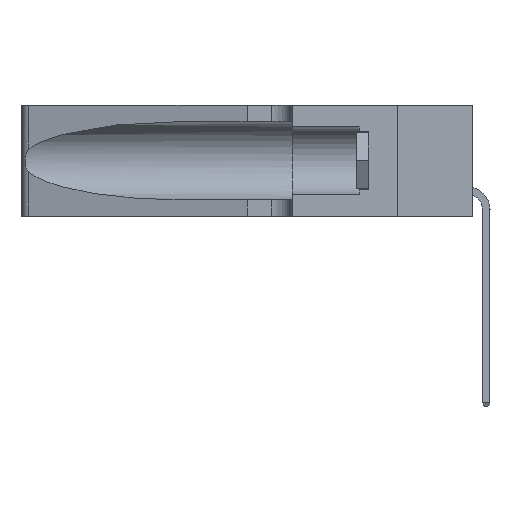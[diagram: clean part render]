
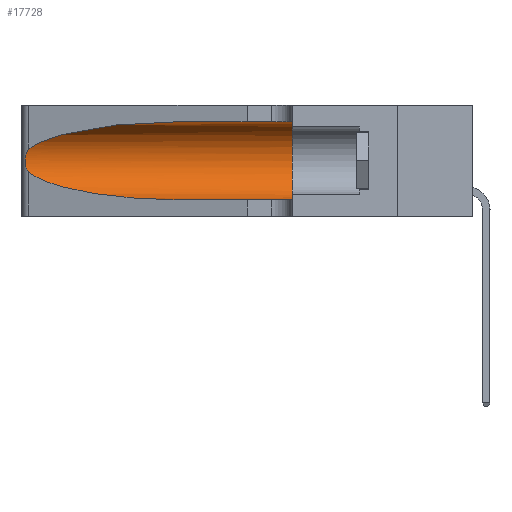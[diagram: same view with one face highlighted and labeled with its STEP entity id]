
A CAD part, left-side view. The second image highlights one B-rep face of the part: STEP entity #17728.
In plain terms, the highlighted cylindrical face has radius 3.308 mm (diameter 6.617 mm), a partial arc.
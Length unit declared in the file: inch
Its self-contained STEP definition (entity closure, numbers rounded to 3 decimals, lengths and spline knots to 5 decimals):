
#411 = CARTESIAN_POINT ( 'NONE',  ( 0.25787, 1.23484, 0.2124 ) ) ;
#1787 = CARTESIAN_POINT ( 'NONE',  ( 0.25789, 1.23486, 0.15765 ) ) ;
#1902 = CARTESIAN_POINT ( 'NONE',  ( 0.25487, 1.22718, 0.22369 ) ) ;
#2499 = EDGE_CURVE ( 'NONE', #8087, #15800, #11309, .T. ) ;
#2709 = CARTESIAN_POINT ( 'NONE',  ( 0.1305, 0.72297, 0.05475 ) ) ;
#2722 = AXIS2_PLACEMENT_3D ( 'NONE', #16473, #13740, #16741 ) ;
#2877 = CARTESIAN_POINT ( 'NONE',  ( 0.1305, 1.61858, 0.05475 ) ) ;
#3131 = LINE ( 'NONE', #2877, #10641 ) ;
#3399 = ORIENTED_EDGE ( 'NONE', *, *, #2499, .T. ) ;
#3577 = EDGE_CURVE ( 'NONE', #15800, #11801, #3131, .T. ) ;
#3997 = DIRECTION ( 'NONE',  ( 0., 0., 1. ) ) ;
#4234 = ORIENTED_EDGE ( 'NONE', *, *, #17406, .T. ) ;
#4616 = CARTESIAN_POINT ( 'NONE',  ( 0.26018, 1.23835, 0.19895 ) ) ;
#4836 = CARTESIAN_POINT ( 'NONE',  ( 0.2373, 1.15595, 0.08982 ) ) ;
#5585 = ORIENTED_EDGE ( 'NONE', *, *, #3577, .T. ) ;
#6127 = ORIENTED_EDGE ( 'NONE', *, *, #14840, .F. ) ;
#6946 = VECTOR ( 'NONE', #17107, 39.37008 ) ;
#7264 = CYLINDRICAL_SURFACE ( 'NONE', #2722, 0.13025 ) ;
#7456 = CARTESIAN_POINT ( 'NONE',  ( 0.25856, 1.23593, 0.16098 ) ) ;
#7927 = CIRCLE ( 'NONE', #10434, 0.13025 ) ;
#8087 = VERTEX_POINT ( 'NONE', #9485 ) ;
#8687 = ORIENTED_EDGE ( 'NONE', *, *, #17048, .F. ) ;
#8703 = EDGE_LOOP ( 'NONE', ( #4234, #17018, #3399, #5585, #8687, #6127 ) ) ;
#8808 = CARTESIAN_POINT ( 'NONE',  ( 0.18966, 0.96281, 0.31525 ) ) ;
#8868 = CARTESIAN_POINT ( 'NONE',  ( 0.2373, 1.15595, 0.28018 ) ) ;
#9314 = CARTESIAN_POINT ( 'NONE',  ( 0.1305, 0.35, 0.31525 ) ) ;
#9485 = CARTESIAN_POINT ( 'NONE',  ( 0.25487, 1.22718, 0.14631 ) ) ;
#10018 = CARTESIAN_POINT ( 'NONE',  ( 0.26017, 1.23833, 0.17102 ) ) ;
#10073 = CARTESIAN_POINT ( 'NONE',  ( 0.25487, 1.22718, 0.22369 ) ) ;
#10130 = CARTESIAN_POINT ( 'NONE',  ( 0.26075, 1.23896, 0.19203 ) ) ;
#10236 =( BOUNDED_CURVE ( )  B_SPLINE_CURVE ( 3, ( #10359, #8808, #8868, #1902 ),
 .UNSPECIFIED., .F., .F. ) 
 B_SPLINE_CURVE_WITH_KNOTS ( ( 4, 4 ),
 ( 1.5708, 2.84003 ),
 .UNSPECIFIED. ) 
 CURVE ( )  GEOMETRIC_REPRESENTATION_ITEM ( )  RATIONAL_B_SPLINE_CURVE ( ( 1., 0.87, 0.87, 1. ) ) 
 REPRESENTATION_ITEM ( '' )  );
#10289 = CARTESIAN_POINT ( 'NONE',  ( 0.25487, 1.22718, 0.14631 ) ) ;
#10359 = CARTESIAN_POINT ( 'NONE',  ( 0.1305, 0.72297, 0.31525 ) ) ;
#10434 = AXIS2_PLACEMENT_3D ( 'NONE', #14729, #16256, #3997 ) ;
#10530 = EDGE_CURVE ( 'NONE', #14440, #8087, #17396, .T. ) ;
#10641 = VECTOR ( 'NONE', #13850, 39.37008 ) ;
#11309 =( BOUNDED_CURVE ( )  B_SPLINE_CURVE ( 3, ( #10289, #4836, #16930, #15511 ),
 .UNSPECIFIED., .F., .T. ) 
 B_SPLINE_CURVE_WITH_KNOTS ( ( 4, 4 ),
 ( 3.44316, 4.71239 ),
 .UNSPECIFIED. ) 
 CURVE ( )  GEOMETRIC_REPRESENTATION_ITEM ( )  RATIONAL_B_SPLINE_CURVE ( ( 1., 0.87, 0.87, 1. ) ) 
 REPRESENTATION_ITEM ( '' )  );
#11490 = CARTESIAN_POINT ( 'NONE',  ( 0.25555, 1.22993, 0.14849 ) ) ;
#11713 = CARTESIAN_POINT ( 'NONE',  ( 0.1305, 0.72297, 0.31525 ) ) ;
#11801 = VERTEX_POINT ( 'NONE', #15858 ) ;
#12757 = CARTESIAN_POINT ( 'NONE',  ( 0.25639, 1.23186, 0.15144 ) ) ;
#12817 = CARTESIAN_POINT ( 'NONE',  ( 0.25555, 1.22994, 0.2215 ) ) ;
#12937 = CARTESIAN_POINT ( 'NONE',  ( 0.26075, 1.23896, 0.178 ) ) ;
#13148 = VERTEX_POINT ( 'NONE', #9314 ) ;
#13343 = LINE ( 'NONE', #14059, #6946 ) ;
#13740 = DIRECTION ( 'NONE',  ( 0., -1., 0. ) ) ;
#13850 = DIRECTION ( 'NONE',  ( 0., -1., 0. ) ) ;
#14059 = CARTESIAN_POINT ( 'NONE',  ( 0.1305, 1.61858, 0.31525 ) ) ;
#14440 = VERTEX_POINT ( 'NONE', #14592 ) ;
#14478 = VERTEX_POINT ( 'NONE', #11713 ) ;
#14592 = CARTESIAN_POINT ( 'NONE',  ( 0.25487, 1.22718, 0.22369 ) ) ;
#14729 = CARTESIAN_POINT ( 'NONE',  ( 0.1305, 0.35, 0.185 ) ) ;
#14840 = EDGE_CURVE ( 'NONE', #14478, #13148, #13343, .T. ) ;
#15511 = CARTESIAN_POINT ( 'NONE',  ( 0.1305, 0.72297, 0.05475 ) ) ;
#15530 = CARTESIAN_POINT ( 'NONE',  ( 0.25639, 1.23184, 0.21858 ) ) ;
#15800 = VERTEX_POINT ( 'NONE', #2709 ) ;
#15858 = CARTESIAN_POINT ( 'NONE',  ( 0.1305, 0.35, 0.05475 ) ) ;
#16256 = DIRECTION ( 'NONE',  ( 0., 1., 0. ) ) ;
#16473 = CARTESIAN_POINT ( 'NONE',  ( 0.1305, 1.61858, 0.185 ) ) ;
#16483 = FACE_OUTER_BOUND ( 'NONE', #8703, .T. ) ;
#16741 = DIRECTION ( 'NONE',  ( 0., 0., -1. ) ) ;
#16930 = CARTESIAN_POINT ( 'NONE',  ( 0.18966, 0.96281, 0.05475 ) ) ;
#16943 = CARTESIAN_POINT ( 'NONE',  ( 0.25487, 1.22718, 0.14631 ) ) ;
#17018 = ORIENTED_EDGE ( 'NONE', *, *, #10530, .T. ) ;
#17048 = EDGE_CURVE ( 'NONE', #13148, #11801, #7927, .T. ) ;
#17061 = CARTESIAN_POINT ( 'NONE',  ( 0.25854, 1.2359, 0.20912 ) ) ;
#17107 = DIRECTION ( 'NONE',  ( 0., -1., 0. ) ) ;
#17396 = B_SPLINE_CURVE_WITH_KNOTS ( 'NONE', 3,
 ( #10073, #12817, #15530, #411, #17061, #4616, #10130, #12937, #10018, #7456, #1787, #12757, #11490, #16943 ),
 .UNSPECIFIED., .F., .F.,
 ( 4, 2, 2, 2, 2, 2, 4 ),
 ( 0., 0.00027, 0.00053, 0.00107, 0.0016, 0.00187, 0.00214 ),
 .UNSPECIFIED. ) ;
#17406 = EDGE_CURVE ( 'NONE', #14478, #14440, #10236, .T. ) ;
#17728 = ADVANCED_FACE ( 'NONE', ( #16483 ), #7264, .F. ) ;
